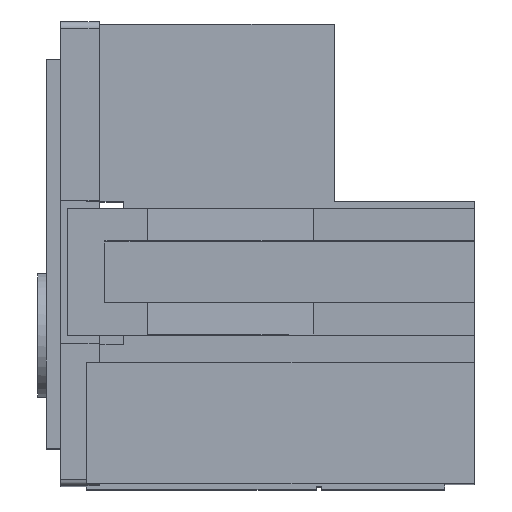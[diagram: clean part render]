
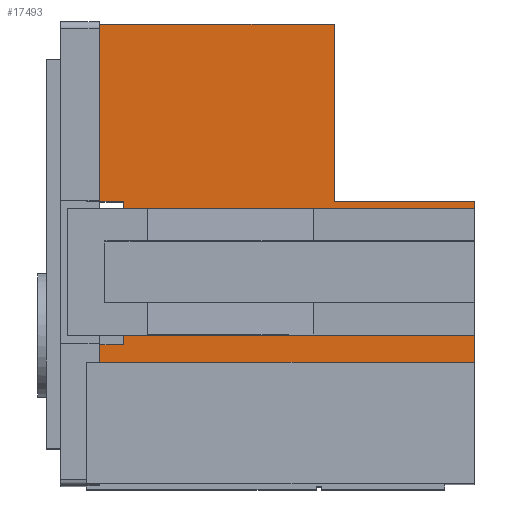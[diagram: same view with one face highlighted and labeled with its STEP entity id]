
A CAD part, top view. The second image highlights one B-rep face of the part: STEP entity #17493.
In plain terms, the highlighted planar face has unit normal (0, 0, 1).
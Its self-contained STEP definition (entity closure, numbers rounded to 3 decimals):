
#139 = EDGE_CURVE ( 'NONE', #46481, #75993, #15971, .T. ) ;
#1157 = VERTEX_POINT ( 'NONE', #65433 ) ;
#1300 = VECTOR ( 'NONE', #9025, 1000. ) ;
#1436 = EDGE_CURVE ( 'NONE', #15718, #32550, #23212, .T. ) ;
#1494 = EDGE_CURVE ( 'NONE', #54149, #1157, #66146, .T. ) ;
#1722 = EDGE_LOOP ( 'NONE', ( #48478, #24639, #21060, #72328, #69869, #32473, #25687, #5665, #7565, #72102, #56186, #29560, #79198, #55448 ) ) ;
#1892 = LINE ( 'NONE', #38636, #15098 ) ;
#2114 = VECTOR ( 'NONE', #38484, 1000. ) ;
#2332 = LINE ( 'NONE', #44785, #67623 ) ;
#3210 = EDGE_CURVE ( 'NONE', #46481, #39571, #1892, .T. ) ;
#3303 = CARTESIAN_POINT ( 'NONE',  ( 0., 21.8, 31.325 ) ) ;
#5532 = CARTESIAN_POINT ( 'NONE',  ( 0., 21.8, 31.325 ) ) ;
#5665 = ORIENTED_EDGE ( 'NONE', *, *, #1494, .F. ) ;
#7565 = ORIENTED_EDGE ( 'NONE', *, *, #47623, .T. ) ;
#8020 = EDGE_CURVE ( 'NONE', #44233, #1157, #41053, .T. ) ;
#8961 = CARTESIAN_POINT ( 'NONE',  ( 18.4, 13.05, 31.325 ) ) ;
#9025 = DIRECTION ( 'NONE',  ( 1., 0., 0. ) ) ;
#9532 = CARTESIAN_POINT ( 'NONE',  ( 0., 5.75, 31.325 ) ) ;
#10887 = CARTESIAN_POINT ( 'NONE',  ( 0., 13.4, 31.325 ) ) ;
#13747 = DIRECTION ( 'NONE',  ( 1., 0., 0. ) ) ;
#13845 = VECTOR ( 'NONE', #15232, 1000. ) ;
#15098 = VECTOR ( 'NONE', #62767, 1000. ) ;
#15232 = DIRECTION ( 'NONE',  ( 1., 0., 0. ) ) ;
#15718 = VERTEX_POINT ( 'NONE', #55944 ) ;
#15721 = VECTOR ( 'NONE', #62253, 1000. ) ;
#15971 = LINE ( 'NONE', #65826, #21316 ) ;
#16281 = DIRECTION ( 'NONE',  ( 0., 1., 0. ) ) ;
#17493 = ADVANCED_FACE ( 'NONE', ( #34328 ), #41652, .F. ) ;
#18969 = EDGE_CURVE ( 'NONE', #24094, #15718, #2332, .T. ) ;
#19276 = AXIS2_PLACEMENT_3D ( 'NONE', #3303, #66603, #59263 ) ;
#20826 = EDGE_CURVE ( 'NONE', #56858, #71102, #28812, .T. ) ;
#21060 = ORIENTED_EDGE ( 'NONE', *, *, #139, .F. ) ;
#21316 = VECTOR ( 'NONE', #21697, 1000. ) ;
#21697 = DIRECTION ( 'NONE',  ( 0., 1., 0. ) ) ;
#23212 = LINE ( 'NONE', #8961, #79588 ) ;
#23477 = VECTOR ( 'NONE', #71386, 1000. ) ;
#24094 = VERTEX_POINT ( 'NONE', #33002 ) ;
#24639 = ORIENTED_EDGE ( 'NONE', *, *, #41470, .F. ) ;
#25687 = ORIENTED_EDGE ( 'NONE', *, *, #8020, .T. ) ;
#26209 = LINE ( 'NONE', #31955, #2114 ) ;
#26229 = EDGE_CURVE ( 'NONE', #43462, #56858, #26209, .T. ) ;
#28538 = CARTESIAN_POINT ( 'NONE',  ( 15.07, 7.05, 31.325 ) ) ;
#28812 = LINE ( 'NONE', #5532, #45142 ) ;
#28944 = DIRECTION ( 'NONE',  ( 1., 0., 0. ) ) ;
#29560 = ORIENTED_EDGE ( 'NONE', *, *, #72399, .F. ) ;
#30260 = EDGE_CURVE ( 'NONE', #69278, #44233, #46276, .T. ) ;
#30810 = CARTESIAN_POINT ( 'NONE',  ( 15.07, 7.05, 31.325 ) ) ;
#31955 = CARTESIAN_POINT ( 'NONE',  ( 0., 21.8, 31.325 ) ) ;
#32473 = ORIENTED_EDGE ( 'NONE', *, *, #30260, .T. ) ;
#32550 = VERTEX_POINT ( 'NONE', #52021 ) ;
#33002 = CARTESIAN_POINT ( 'NONE',  ( 15.07, 13.05, 31.325 ) ) ;
#33663 = CARTESIAN_POINT ( 'NONE',  ( 0., 6.6, 31.325 ) ) ;
#34209 = CARTESIAN_POINT ( 'NONE',  ( 1.75, 13.4, 31.325 ) ) ;
#34328 = FACE_OUTER_BOUND ( 'NONE', #1722, .T. ) ;
#35798 = CARTESIAN_POINT ( 'NONE',  ( 15.07, 7.05, 31.325 ) ) ;
#36316 = LINE ( 'NONE', #61261, #65762 ) ;
#38484 = DIRECTION ( 'NONE',  ( 0., 1., 0. ) ) ;
#38487 = VECTOR ( 'NONE', #67189, 1000. ) ;
#38636 = CARTESIAN_POINT ( 'NONE',  ( 1.75, 6.6, 31.325 ) ) ;
#39131 = LINE ( 'NONE', #34209, #23477 ) ;
#39571 = VERTEX_POINT ( 'NONE', #33663 ) ;
#41053 = LINE ( 'NONE', #79085, #38487 ) ;
#41074 = DIRECTION ( 'NONE',  ( 1., 0., 0. ) ) ;
#41470 = EDGE_CURVE ( 'NONE', #75993, #43462, #39131, .T. ) ;
#41652 = PLANE ( 'NONE',  #19276 ) ;
#42261 = CARTESIAN_POINT ( 'NONE',  ( 0., 21.8, 31.325 ) ) ;
#43462 = VERTEX_POINT ( 'NONE', #10887 ) ;
#44233 = VERTEX_POINT ( 'NONE', #66258 ) ;
#44785 = CARTESIAN_POINT ( 'NONE',  ( 18.4, 13.05, 31.325 ) ) ;
#45142 = VECTOR ( 'NONE', #41074, 1000. ) ;
#46276 = LINE ( 'NONE', #9532, #13845 ) ;
#46481 = VERTEX_POINT ( 'NONE', #63230 ) ;
#47623 = EDGE_CURVE ( 'NONE', #54149, #24094, #54192, .T. ) ;
#48478 = ORIENTED_EDGE ( 'NONE', *, *, #26229, .F. ) ;
#52021 = CARTESIAN_POINT ( 'NONE',  ( 18.4, 13.4, 31.325 ) ) ;
#52641 = VECTOR ( 'NONE', #53374, 1000. ) ;
#53374 = DIRECTION ( 'NONE',  ( 0., 1., 0. ) ) ;
#53812 = CARTESIAN_POINT ( 'NONE',  ( 0., 5.75, 31.325 ) ) ;
#54149 = VERTEX_POINT ( 'NONE', #30810 ) ;
#54192 = LINE ( 'NONE', #35798, #52641 ) ;
#54924 = EDGE_CURVE ( 'NONE', #69278, #39571, #36316, .T. ) ;
#55124 = CARTESIAN_POINT ( 'NONE',  ( 11.75, 21.8, 31.325 ) ) ;
#55448 = ORIENTED_EDGE ( 'NONE', *, *, #20826, .F. ) ;
#55944 = CARTESIAN_POINT ( 'NONE',  ( 18.4, 13.05, 31.325 ) ) ;
#56186 = ORIENTED_EDGE ( 'NONE', *, *, #1436, .T. ) ;
#56858 = VERTEX_POINT ( 'NONE', #42261 ) ;
#58860 = LINE ( 'NONE', #71928, #1300 ) ;
#59263 = DIRECTION ( 'NONE',  ( -1., 0., 0. ) ) ;
#61037 = LINE ( 'NONE', #79855, #15721 ) ;
#61261 = CARTESIAN_POINT ( 'NONE',  ( 0., 21.8, 31.325 ) ) ;
#62253 = DIRECTION ( 'NONE',  ( 0., -1., 0. ) ) ;
#62482 = DIRECTION ( 'NONE',  ( 0., 1., 0. ) ) ;
#62767 = DIRECTION ( 'NONE',  ( -1., 0., 0. ) ) ;
#62880 = VERTEX_POINT ( 'NONE', #80671 ) ;
#63230 = CARTESIAN_POINT ( 'NONE',  ( 1.75, 6.6, 31.325 ) ) ;
#65369 = EDGE_CURVE ( 'NONE', #71102, #62880, #61037, .T. ) ;
#65433 = CARTESIAN_POINT ( 'NONE',  ( 18.4, 7.05, 31.325 ) ) ;
#65762 = VECTOR ( 'NONE', #62482, 1000. ) ;
#65826 = CARTESIAN_POINT ( 'NONE',  ( 1.75, 13.4, 31.325 ) ) ;
#66146 = LINE ( 'NONE', #28538, #67840 ) ;
#66258 = CARTESIAN_POINT ( 'NONE',  ( 18.4, 5.75, 31.325 ) ) ;
#66603 = DIRECTION ( 'NONE',  ( 0., 0., -1. ) ) ;
#67189 = DIRECTION ( 'NONE',  ( 0., 1., 0. ) ) ;
#67623 = VECTOR ( 'NONE', #13747, 1000. ) ;
#67840 = VECTOR ( 'NONE', #28944, 1000. ) ;
#69278 = VERTEX_POINT ( 'NONE', #53812 ) ;
#69869 = ORIENTED_EDGE ( 'NONE', *, *, #54924, .F. ) ;
#71102 = VERTEX_POINT ( 'NONE', #55124 ) ;
#71386 = DIRECTION ( 'NONE',  ( -1., 0., 0. ) ) ;
#71928 = CARTESIAN_POINT ( 'NONE',  ( 18.4, 13.4, 31.325 ) ) ;
#72102 = ORIENTED_EDGE ( 'NONE', *, *, #18969, .T. ) ;
#72328 = ORIENTED_EDGE ( 'NONE', *, *, #3210, .T. ) ;
#72399 = EDGE_CURVE ( 'NONE', #62880, #32550, #58860, .T. ) ;
#75993 = VERTEX_POINT ( 'NONE', #80007 ) ;
#79085 = CARTESIAN_POINT ( 'NONE',  ( 18.4, 21.8, 31.325 ) ) ;
#79198 = ORIENTED_EDGE ( 'NONE', *, *, #65369, .F. ) ;
#79588 = VECTOR ( 'NONE', #16281, 1000. ) ;
#79855 = CARTESIAN_POINT ( 'NONE',  ( 11.75, 13.4, 31.325 ) ) ;
#80007 = CARTESIAN_POINT ( 'NONE',  ( 1.75, 13.4, 31.325 ) ) ;
#80671 = CARTESIAN_POINT ( 'NONE',  ( 11.75, 13.4, 31.325 ) ) ;
